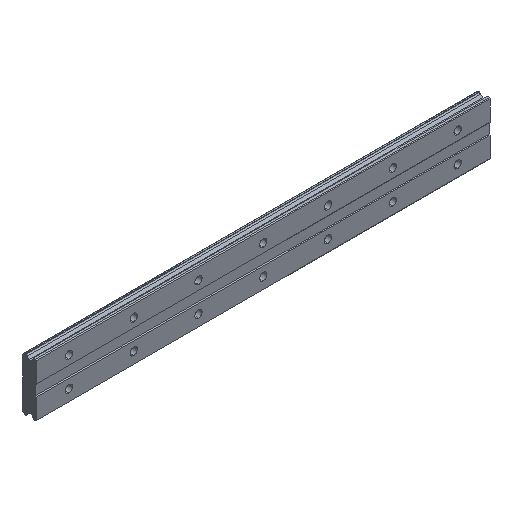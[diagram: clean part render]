
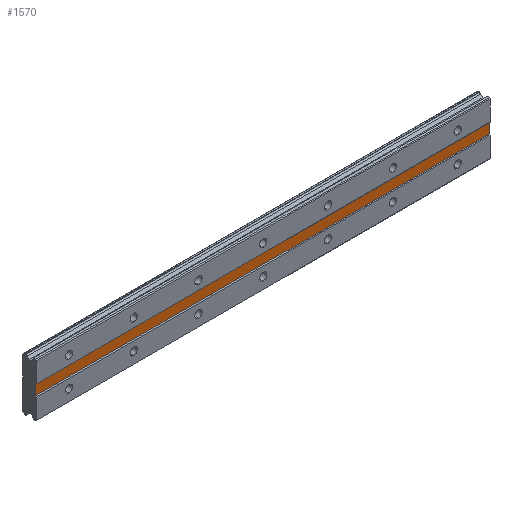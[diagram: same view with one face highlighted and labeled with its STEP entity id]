
A CAD part, isometric view. The second image highlights one B-rep face of the part: STEP entity #1570.
In plain terms, the highlighted planar face has unit normal (0, -1, 0).
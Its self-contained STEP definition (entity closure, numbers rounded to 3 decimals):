
#21 = VECTOR ( 'NONE', #1578, 1000. ) ;
#169 = DIRECTION ( 'NONE',  ( 0., 0., -1. ) ) ;
#306 = DIRECTION ( 'NONE',  ( -1., 0., 0. ) ) ;
#350 = PLANE ( 'NONE',  #1093 ) ;
#458 = ORIENTED_EDGE ( 'NONE', *, *, #2204, .F. ) ;
#563 = VERTEX_POINT ( 'NONE', #2273 ) ;
#592 = ORIENTED_EDGE ( 'NONE', *, *, #681, .T. ) ;
#606 = CARTESIAN_POINT ( 'NONE',  ( 260., 0.5, -3. ) ) ;
#632 = DIRECTION ( 'NONE',  ( 0., 1., 0. ) ) ;
#681 = EDGE_CURVE ( 'NONE', #563, #3200, #1296, .T. ) ;
#775 = CARTESIAN_POINT ( 'NONE',  ( -20., 0.5, -3. ) ) ;
#920 = CARTESIAN_POINT ( 'NONE',  ( 260., 0.5, -3. ) ) ;
#1069 = VERTEX_POINT ( 'NONE', #775 ) ;
#1093 = AXIS2_PLACEMENT_3D ( 'NONE', #3219, #632, #2627 ) ;
#1111 = CARTESIAN_POINT ( 'NONE',  ( 260., 0.5, 3. ) ) ;
#1162 = LINE ( 'NONE', #1974, #1645 ) ;
#1174 = LINE ( 'NONE', #2185, #2936 ) ;
#1222 = VERTEX_POINT ( 'NONE', #920 ) ;
#1296 = LINE ( 'NONE', #1111, #21 ) ;
#1420 = FACE_OUTER_BOUND ( 'NONE', #2688, .T. ) ;
#1570 = ADVANCED_FACE ( 'NONE', ( #1420 ), #350, .F. ) ;
#1578 = DIRECTION ( 'NONE',  ( -1., 0., 0. ) ) ;
#1604 = LINE ( 'NONE', #606, #2023 ) ;
#1645 = VECTOR ( 'NONE', #169, 1000. ) ;
#1680 = DIRECTION ( 'NONE',  ( 0., 0., -1. ) ) ;
#1716 = ORIENTED_EDGE ( 'NONE', *, *, #3124, .T. ) ;
#1974 = CARTESIAN_POINT ( 'NONE',  ( -20., 0.5, 16.615 ) ) ;
#2023 = VECTOR ( 'NONE', #306, 1000. ) ;
#2185 = CARTESIAN_POINT ( 'NONE',  ( 260., 0.5, 16.615 ) ) ;
#2204 = EDGE_CURVE ( 'NONE', #1222, #1069, #1604, .T. ) ;
#2273 = CARTESIAN_POINT ( 'NONE',  ( 260., 0.5, 3. ) ) ;
#2595 = EDGE_CURVE ( 'NONE', #563, #1222, #1174, .T. ) ;
#2627 = DIRECTION ( 'NONE',  ( 0., 0., 1. ) ) ;
#2688 = EDGE_LOOP ( 'NONE', ( #458, #3324, #592, #1716 ) ) ;
#2936 = VECTOR ( 'NONE', #1680, 1000. ) ;
#3035 = CARTESIAN_POINT ( 'NONE',  ( -20., 0.5, 3. ) ) ;
#3124 = EDGE_CURVE ( 'NONE', #3200, #1069, #1162, .T. ) ;
#3200 = VERTEX_POINT ( 'NONE', #3035 ) ;
#3219 = CARTESIAN_POINT ( 'NONE',  ( 260., 0.5, 3. ) ) ;
#3324 = ORIENTED_EDGE ( 'NONE', *, *, #2595, .F. ) ;
